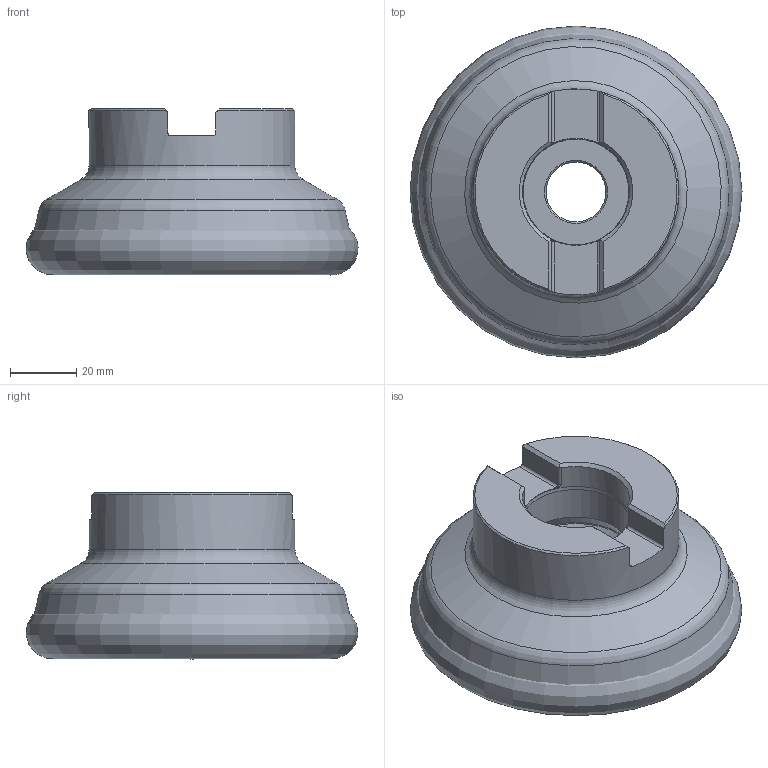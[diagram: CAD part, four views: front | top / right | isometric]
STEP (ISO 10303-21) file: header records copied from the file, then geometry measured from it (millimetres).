
FILE_DESCRIPTION(/* description */ (''),/* implementation_level */ '2;1');
FILE_NAME(/* name */ '100A06R_SMORC16_C_115008863ndi000_00_SIM.stp',/* time_stamp */ '2019-12-05T12:17:08+01:00',/* author */ (''),/* organization */ (''),/* preprocessor_version */ 'ST-DEVELOPER v16.7',/* originating_system */ 'SIEMENS PLM Software NX 12.0',/* authorisation */ '');
FILE_SCHEMA (('AUTOMOTIVE_DESIGN { 1 0 10303 214 3 1 1 1 }'));
Length unit declared in the file: millimetre
Products named in the file (1): pp0732705CD70z33
Bounding box: 99.95 x 99.92 x 49.99 mm (x, y, z)
Volume: 226110.8 mm3; surface area: 40462.3 mm2
Topology: 2 solids, 2 shells, 61 faces, 148 edges, 91 vertices
Faces by surface type: cylinder 19, plane 16, torus 13, cone 12, bspline 1
Full cylindrical faces by diameter (mm): 18 x1, 32.008 x1, 32.2 x1, 45.1 x1, 62 x1
Entity records: 6636 total; most frequent: CARTESIAN_POINT 5308, DIRECTION 272, ORIENTED_EDGE 238, AXIS2_PLACEMENT_3D 120, EDGE_CURVE 119, EDGE_LOOP 86, VERTEX_POINT 86, ADVANCED_FACE 61
